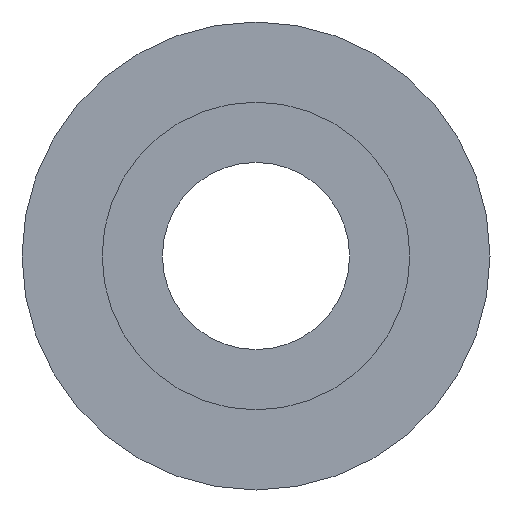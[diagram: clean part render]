
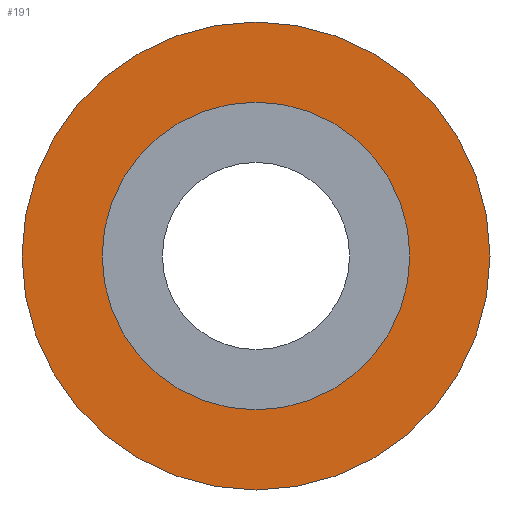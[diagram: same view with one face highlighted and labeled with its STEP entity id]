
A CAD part, front view. The second image highlights one B-rep face of the part: STEP entity #191.
In plain terms, the highlighted planar face has unit normal (0, -1, 0).
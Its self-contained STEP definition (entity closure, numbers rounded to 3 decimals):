
#13 = EDGE_CURVE ( 'NONE', #251, #169, #90, .T. ) ;
#14 = ORIENTED_EDGE ( 'NONE', *, *, #512, .F. ) ;
#36 = CARTESIAN_POINT ( 'NONE',  ( 0., 0., -20. ) ) ;
#47 = VERTEX_POINT ( 'NONE', #337 ) ;
#55 = FACE_BOUND ( 'NONE', #89, .T. ) ;
#67 = ORIENTED_EDGE ( 'NONE', *, *, #651, .T. ) ;
#75 = EDGE_LOOP ( 'NONE', ( #234, #67 ) ) ;
#81 = DIRECTION ( 'NONE',  ( 0., -1., 0. ) ) ;
#89 = EDGE_LOOP ( 'NONE', ( #711, #14 ) ) ;
#90 = CIRCLE ( 'NONE', #285, 13.15 ) ;
#96 = FACE_OUTER_BOUND ( 'NONE', #75, .T. ) ;
#169 = VERTEX_POINT ( 'NONE', #217 ) ;
#189 = CARTESIAN_POINT ( 'NONE',  ( 13.15, 0., 0. ) ) ;
#191 = ADVANCED_FACE ( 'NONE', ( #96, #55 ), #601, .T. ) ;
#217 = CARTESIAN_POINT ( 'NONE',  ( 0., 0., 13.15 ) ) ;
#219 = CIRCLE ( 'NONE', #435, 13.15 ) ;
#228 = AXIS2_PLACEMENT_3D ( 'NONE', #486, #373, #309 ) ;
#234 = ORIENTED_EDGE ( 'NONE', *, *, #566, .T. ) ;
#251 = VERTEX_POINT ( 'NONE', #292 ) ;
#275 = AXIS2_PLACEMENT_3D ( 'NONE', #189, #696, #619 ) ;
#280 = CARTESIAN_POINT ( 'NONE',  ( 0., 0., 0. ) ) ;
#285 = AXIS2_PLACEMENT_3D ( 'NONE', #280, #81, #638 ) ;
#286 = CIRCLE ( 'NONE', #610, 20. ) ;
#292 = CARTESIAN_POINT ( 'NONE',  ( 0., 0., -13.15 ) ) ;
#297 = VERTEX_POINT ( 'NONE', #36 ) ;
#300 = CARTESIAN_POINT ( 'NONE',  ( 0., 0., 0. ) ) ;
#304 = DIRECTION ( 'NONE',  ( 0., -1., 0. ) ) ;
#307 = DIRECTION ( 'NONE',  ( 0., 0., -1. ) ) ;
#309 = DIRECTION ( 'NONE',  ( 0., 0., -1. ) ) ;
#337 = CARTESIAN_POINT ( 'NONE',  ( 0., 0., 20. ) ) ;
#342 = DIRECTION ( 'NONE',  ( 0., 0., -1. ) ) ;
#373 = DIRECTION ( 'NONE',  ( 0., -1., 0. ) ) ;
#435 = AXIS2_PLACEMENT_3D ( 'NONE', #300, #304, #307 ) ;
#437 = CIRCLE ( 'NONE', #228, 20. ) ;
#486 = CARTESIAN_POINT ( 'NONE',  ( 0., 0., 0. ) ) ;
#512 = EDGE_CURVE ( 'NONE', #169, #251, #219, .T. ) ;
#566 = EDGE_CURVE ( 'NONE', #297, #47, #286, .T. ) ;
#583 = CARTESIAN_POINT ( 'NONE',  ( 0., 0., 0. ) ) ;
#601 = PLANE ( 'NONE',  #275 ) ;
#610 = AXIS2_PLACEMENT_3D ( 'NONE', #583, #687, #342 ) ;
#619 = DIRECTION ( 'NONE',  ( 0., 0., -1. ) ) ;
#638 = DIRECTION ( 'NONE',  ( 0., 0., -1. ) ) ;
#651 = EDGE_CURVE ( 'NONE', #47, #297, #437, .T. ) ;
#687 = DIRECTION ( 'NONE',  ( 0., -1., 0. ) ) ;
#696 = DIRECTION ( 'NONE',  ( 0., -1., 0. ) ) ;
#711 = ORIENTED_EDGE ( 'NONE', *, *, #13, .F. ) ;
